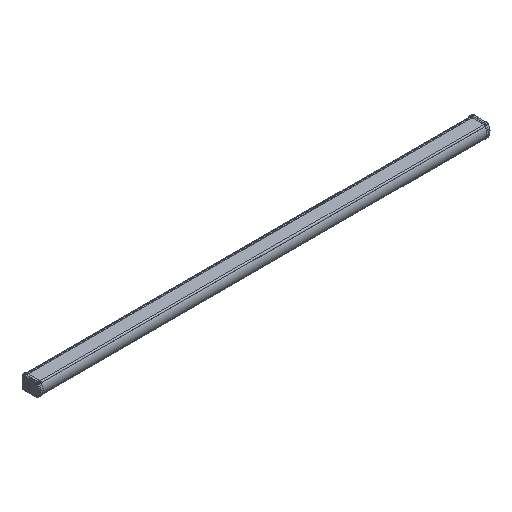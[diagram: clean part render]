
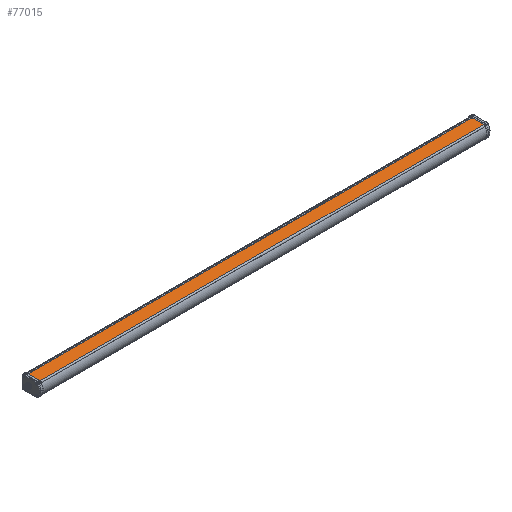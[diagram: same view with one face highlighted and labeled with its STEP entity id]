
A CAD part, isometric view. The second image highlights one B-rep face of the part: STEP entity #77015.
In plain terms, the highlighted planar face has unit normal (0, 0, 1).
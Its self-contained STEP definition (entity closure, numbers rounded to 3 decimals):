
#437=DIRECTION('',(0.,-1.,0.));
#438=VECTOR('',#437,29.273);
#439=CARTESIAN_POINT('',(-574.,-6.581,16.));
#440=LINE('',#439,#438);
#1285=DIRECTION('',(0.,-1.,0.));
#1286=VECTOR('',#1285,1.146);
#1287=CARTESIAN_POINT('',(574.,-35.854,16.));
#1288=LINE('',#1287,#1286);
#1289=DIRECTION('',(1.,0.,0.));
#1290=VECTOR('',#1289,1148.);
#1291=CARTESIAN_POINT('',(-574.,-37.,16.));
#1292=LINE('',#1291,#1290);
#1293=DIRECTION('',(0.,-1.,0.));
#1294=VECTOR('',#1293,1.146);
#1295=CARTESIAN_POINT('',(-574.,-35.854,16.));
#1296=LINE('',#1295,#1294);
#1297=DIRECTION('',(-1.,0.,0.));
#1298=VECTOR('',#1297,1148.);
#1299=CARTESIAN_POINT('',(574.,-6.581,16.));
#1300=LINE('',#1299,#1298);
#23473=DIRECTION('',(0.,-1.,0.));
#23474=VECTOR('',#23473,29.273);
#23475=CARTESIAN_POINT('',(574.,-6.581,16.));
#23476=LINE('',#23475,#23474);
#73369=CARTESIAN_POINT('',(-574.,-6.581,16.));
#73371=VERTEX_POINT('',#73369);
#73375=CARTESIAN_POINT('',(574.,-6.581,16.));
#73376=VERTEX_POINT('',#73375);
#74185=CARTESIAN_POINT('',(-574.,-35.854,16.));
#74187=VERTEX_POINT('',#74185);
#74233=CARTESIAN_POINT('',(-574.,-37.,16.));
#74234=VERTEX_POINT('',#74233);
#75504=CARTESIAN_POINT('',(574.,-35.854,16.));
#75506=VERTEX_POINT('',#75504);
#75556=CARTESIAN_POINT('',(574.,-37.,16.));
#75557=VERTEX_POINT('',#75556);
#76998=CARTESIAN_POINT('',(-574.,-6.414,16.));
#76999=DIRECTION('',(0.,0.,1.));
#77000=DIRECTION('',(0.,-1.,0.));
#77001=AXIS2_PLACEMENT_3D('',#76998,#76999,#77000);
#77002=PLANE('',#77001);
#77003=ORIENTED_EDGE('',*,*,#76974,.T.);
#77005=ORIENTED_EDGE('',*,*,#77004,.F.);
#77007=ORIENTED_EDGE('',*,*,#77006,.F.);
#77008=ORIENTED_EDGE('',*,*,#76587,.F.);
#77010=ORIENTED_EDGE('',*,*,#77009,.F.);
#77012=ORIENTED_EDGE('',*,*,#77011,.T.);
#77013=EDGE_LOOP('',(#77003,#77005,#77007,#77008,#77010,#77012));
#77014=FACE_OUTER_BOUND('',#77013,.F.);
#77015=ADVANCED_FACE('',(#77014),#77002,.T.);
#76587=EDGE_CURVE('',#73371,#74187,#440,.T.);
#76974=EDGE_CURVE('',#75506,#75557,#1288,.T.);
#77004=EDGE_CURVE('',#74234,#75557,#1292,.T.);
#77006=EDGE_CURVE('',#74187,#74234,#1296,.T.);
#77009=EDGE_CURVE('',#73376,#73371,#1300,.T.);
#77011=EDGE_CURVE('',#73376,#75506,#23476,.T.);
